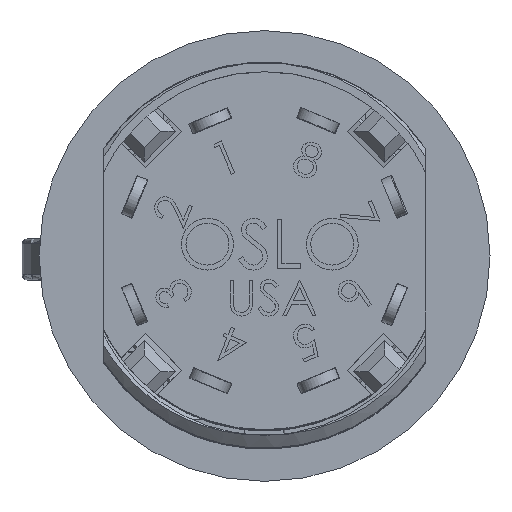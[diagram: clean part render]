
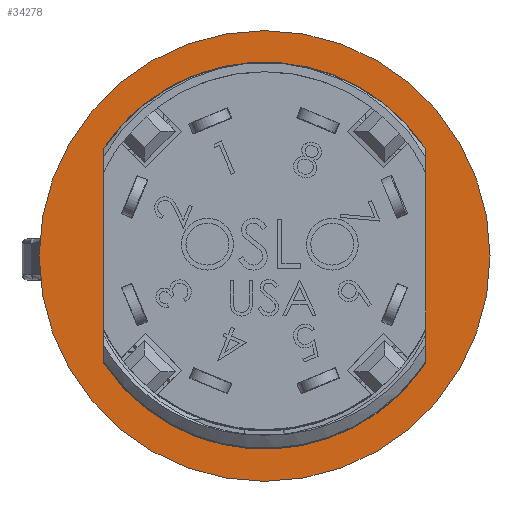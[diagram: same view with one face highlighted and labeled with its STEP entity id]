
A CAD part, top view. The second image highlights one B-rep face of the part: STEP entity #34278.
In plain terms, the highlighted planar face has unit normal (0, 0, 1).
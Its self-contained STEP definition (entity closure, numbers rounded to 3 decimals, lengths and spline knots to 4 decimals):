
#528=FACE_BOUND('',#3809,.T.);
#777=PLANE('',#36016);
#2140=FACE_OUTER_BOUND('',#3808,.T.);
#3808=EDGE_LOOP('',(#24737));
#3809=EDGE_LOOP('',(#24738,#24739,#24740,#24741,#24742,#24743,#24744));
#5079=B_SPLINE_CURVE_WITH_KNOTS('',3,(#49955,#49956,#49957,#49958,#49959,
#49960,#49961,#49962,#49963,#49964,#49965,#49966,#49967,#49968,#49969,#49970),
 .UNSPECIFIED.,.F.,.F.,(4,2,2,2,2,2,2,4),(0.,0.2924,
0.566,0.9016,1.0786,1.4106,1.6029,
1.8037),.UNSPECIFIED.);
#5085=B_SPLINE_CURVE_WITH_KNOTS('',3,(#51956,#51957,#51958,#51959,#51960,
#51961),.UNSPECIFIED.,.F.,.F.,(4,2,4),(0.,0.0621,0.124),
 .UNSPECIFIED.);
#5179=B_SPLINE_CURVE_WITH_KNOTS('',3,(#99684,#99685,#99686,#99687,#99688,
#99689,#99690,#99691,#99692,#99693,#99694,#99695,#99696,#99697),
 .UNSPECIFIED.,.F.,.F.,(4,2,2,2,2,2,4),(0.,0.1877,
0.3221,0.4869,0.5764,0.7491,0.933),
 .UNSPECIFIED.);
#6324=LINE('',#91328,#9972);
#6461=LINE('',#144719,#10109);
#6463=LINE('',#144722,#10111);
#9972=VECTOR('',#39165,0.3937);
#10109=VECTOR('',#39398,0.3348);
#10111=VECTOR('',#39402,0.3984);
#13126=CIRCLE('',#35939,0.375);
#13154=CIRCLE('',#36017,0.4375);
#14110=VERTEX_POINT('',#49940);
#14111=VERTEX_POINT('',#49948);
#14172=VERTEX_POINT('',#51955);
#14295=VERTEX_POINT('',#90153);
#14298=VERTEX_POINT('',#90163);
#14304=VERTEX_POINT('',#91322);
#14391=VERTEX_POINT('',#99677);
#14530=VERTEX_POINT('',#144785);
#17640=EDGE_CURVE('',#14111,#14110,#5079,.T.);
#17704=EDGE_CURVE('',#14110,#14172,#5085,.T.);
#17914=EDGE_CURVE('',#14295,#14298,#13126,.T.);
#17921=EDGE_CURVE('',#14304,#14298,#6324,.T.);
#18026=EDGE_CURVE('',#14391,#14304,#5179,.T.);
#18261=EDGE_CURVE('',#14172,#14391,#6461,.T.);
#18263=EDGE_CURVE('',#14295,#14111,#6463,.T.);
#18295=EDGE_CURVE('',#14530,#14530,#13154,.T.);
#24737=ORIENTED_EDGE('',*,*,#18295,.T.);
#24738=ORIENTED_EDGE('',*,*,#18026,.F.);
#24739=ORIENTED_EDGE('',*,*,#18261,.F.);
#24740=ORIENTED_EDGE('',*,*,#17704,.F.);
#24741=ORIENTED_EDGE('',*,*,#17640,.F.);
#24742=ORIENTED_EDGE('',*,*,#18263,.F.);
#24743=ORIENTED_EDGE('',*,*,#17914,.T.);
#24744=ORIENTED_EDGE('',*,*,#17921,.F.);
#34278=ADVANCED_FACE('',(#2140,#528),#777,.T.);
#35939=AXIS2_PLACEMENT_3D('',#90169,#39160,#39161);
#36016=AXIS2_PLACEMENT_3D('',#144784,#39480,#39481);
#36017=AXIS2_PLACEMENT_3D('',#144786,#39482,#39483);
#39160=DIRECTION('center_axis',(0.,0.,
-1.));
#39161=DIRECTION('ref_axis',(-1.,0.,0.));
#39165=DIRECTION('',(0.772,-0.635,0.));
#39398=DIRECTION('',(0.,-1.,0.));
#39402=DIRECTION('',(0.,1.,0.));
#39480=DIRECTION('center_axis',(0.,0.,
1.));
#39481=DIRECTION('ref_axis',(1.,0.,0.));
#39482=DIRECTION('center_axis',(0.,0.,
1.));
#39483=DIRECTION('ref_axis',(1.,0.,0.));
#49940=CARTESIAN_POINT('',(-0.8608,-0.1481,-0.2419));
#49948=CARTESIAN_POINT('',(-0.2628,-0.1577,-0.2419));
#49955=CARTESIAN_POINT('Ctrl Pts',(-0.2628,-0.1577,
-0.2419));
#49956=CARTESIAN_POINT('Ctrl Pts',(-0.2835,-0.1254,
-0.2419));
#49957=CARTESIAN_POINT('Ctrl Pts',(-0.3092,-0.0966,
-0.2419));
#49958=CARTESIAN_POINT('Ctrl Pts',(-0.3667,-0.0496,
-0.2419));
#49959=CARTESIAN_POINT('Ctrl Pts',(-0.3978,-0.0312,
-0.2419));
#49960=CARTESIAN_POINT('Ctrl Pts',(-0.4718,-0.0011,
-0.2419));
#49961=CARTESIAN_POINT('Ctrl Pts',(-0.5153,0.0079,
-0.2419));
#49962=CARTESIAN_POINT('Ctrl Pts',(-0.5826,0.0094,
-0.2419));
#49963=CARTESIAN_POINT('Ctrl Pts',(-0.6057,0.0077,
-0.2419));
#49964=CARTESIAN_POINT('Ctrl Pts',(-0.6715,-0.0039,
-0.2419));
#49965=CARTESIAN_POINT('Ctrl Pts',(-0.7127,-0.0194,
-0.2419));
#49966=CARTESIAN_POINT('Ctrl Pts',(-0.7716,-0.055,
-0.2419));
#49967=CARTESIAN_POINT('Ctrl Pts',(-0.7917,-0.0704,
-0.2419));
#49968=CARTESIAN_POINT('Ctrl Pts',(-0.8291,-0.1059,
-0.2419));
#49969=CARTESIAN_POINT('Ctrl Pts',(-0.8462,-0.1261,
-0.2419));
#49970=CARTESIAN_POINT('Ctrl Pts',(-0.8608,-0.1481,
-0.2419));
#51955=CARTESIAN_POINT('',(-0.8868,-0.1893,-0.2419));
#51956=CARTESIAN_POINT('Ctrl Pts',(-0.8608,-0.1481,
-0.2419));
#51957=CARTESIAN_POINT('Ctrl Pts',(-0.8656,-0.1546,
-0.2419));
#51958=CARTESIAN_POINT('Ctrl Pts',(-0.8702,-0.1614,
-0.2419));
#51959=CARTESIAN_POINT('Ctrl Pts',(-0.8789,-0.1751,
-0.2419));
#51960=CARTESIAN_POINT('Ctrl Pts',(-0.883,-0.1822,
-0.2419));
#51961=CARTESIAN_POINT('Ctrl Pts',(-0.8868,-0.1893,
-0.2419));
#90153=CARTESIAN_POINT('',(-0.2628,-0.5561,-0.2419));
#90163=CARTESIAN_POINT('',(-0.2853,-0.5864,-0.2419));
#90169=CARTESIAN_POINT('Origin',(-0.5748,-0.3481,-0.2419));
#91322=CARTESIAN_POINT('',(-0.2857,-0.586,-0.2419));
#91328=CARTESIAN_POINT('',(-0.2857,-0.586,-0.2419));
#99677=CARTESIAN_POINT('',(-0.8868,-0.5242,-0.2419));
#99684=CARTESIAN_POINT('Ctrl Pts',(-0.8868,-0.5242,
-0.2419));
#99685=CARTESIAN_POINT('Ctrl Pts',(-0.8752,-0.5459,
-0.2419));
#99686=CARTESIAN_POINT('Ctrl Pts',(-0.8539,-0.5804,
-0.2419));
#99687=CARTESIAN_POINT('Ctrl Pts',(-0.7914,-0.64,
-0.2419));
#99688=CARTESIAN_POINT('Ctrl Pts',(-0.7617,-0.6608,
-0.2419));
#99689=CARTESIAN_POINT('Ctrl Pts',(-0.69,-0.6967,
-0.2419));
#99690=CARTESIAN_POINT('Ctrl Pts',(-0.6472,-0.709,
-0.2419));
#99691=CARTESIAN_POINT('Ctrl Pts',(-0.5794,-0.7158,
-0.2419));
#99692=CARTESIAN_POINT('Ctrl Pts',(-0.5553,-0.7157,
-0.2419));
#99693=CARTESIAN_POINT('Ctrl Pts',(-0.4859,-0.709,
-0.2419));
#99694=CARTESIAN_POINT('Ctrl Pts',(-0.4413,-0.6962,
-0.2419));
#99695=CARTESIAN_POINT('Ctrl Pts',(-0.3566,-0.6535,-0.2419));
#99696=CARTESIAN_POINT('Ctrl Pts',(-0.3176,-0.6231,
-0.2419));
#99697=CARTESIAN_POINT('Ctrl Pts',(-0.2857,-0.586,
-0.2419));
#144719=CARTESIAN_POINT('',(-0.8868,-0.1893,-0.2419));
#144722=CARTESIAN_POINT('',(-0.2628,-0.5561,-0.2419));
#144784=CARTESIAN_POINT('Origin',(-0.5748,-0.3481,
-0.2419));
#144785=CARTESIAN_POINT('',(-1.0123,-0.3481,-0.2419));
#144786=CARTESIAN_POINT('Origin',(-0.5748,-0.3481,
-0.2419));
